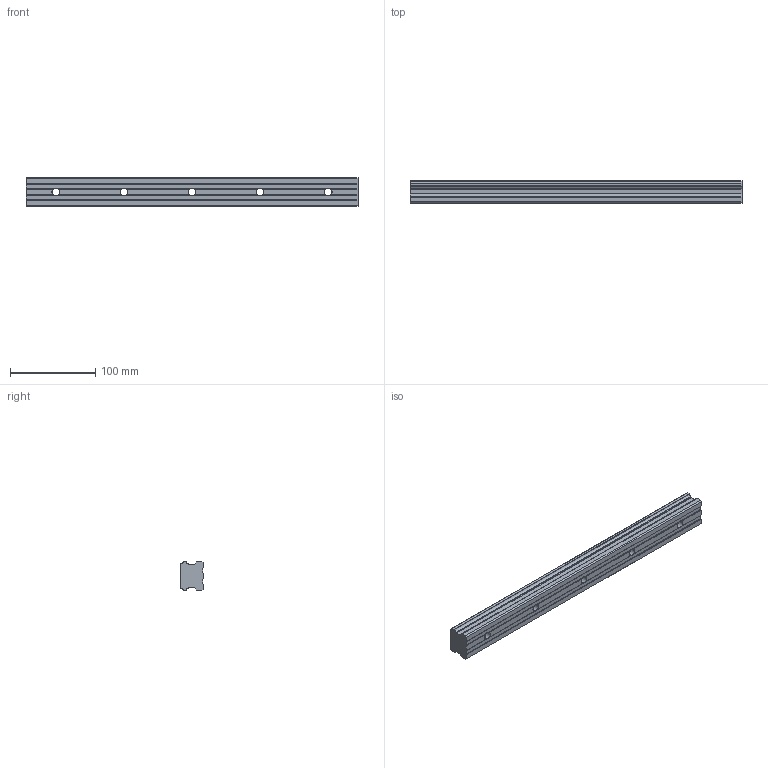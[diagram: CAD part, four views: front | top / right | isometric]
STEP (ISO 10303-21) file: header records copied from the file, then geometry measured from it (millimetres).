
FILE_DESCRIPTION (( 'STEP AP214' ), '1' );
FILE_NAME ('SHS35C1SS-390L_G35_0_B-M6F_134_0_0_0_1.STEP', '2021-06-22T08:17:25', ( '' ), ( '' ), 'SwSTEP 2.0', 'SolidWorks 2021', '' );
FILE_SCHEMA (( 'AUTOMOTIVE_DESIGN' ));
Length unit declared in the file: millimetre
Products named in the file (2): _SHS35C39035 Track; SHS35C1SS-390L_G35_0_B-M6F_134_0_0_0_1
Assembly tree (1 placements, depth 2):
  SHS35C1SS-390L_G35_0_B-M6F_134_0_0_0_1
    _SHS35C39035 Track
Bounding box: 390 x 26 x 34 mm (x, y, z)
Volume: 296577.6 mm3; surface area: 53192.1 mm2
Topology: 1 solids, 1 shells, 98 faces, 288 edges, 192 vertices
Faces by surface type: cylinder 54, plane 44
Entity records: 3446 total; most frequent: CARTESIAN_POINT 742, ORIENTED_EDGE 576, DIRECTION 560, EDGE_CURVE 288, AXIS2_PLACEMENT_3D 210, VERTEX_POINT 192, VECTOR 140, LINE 140
